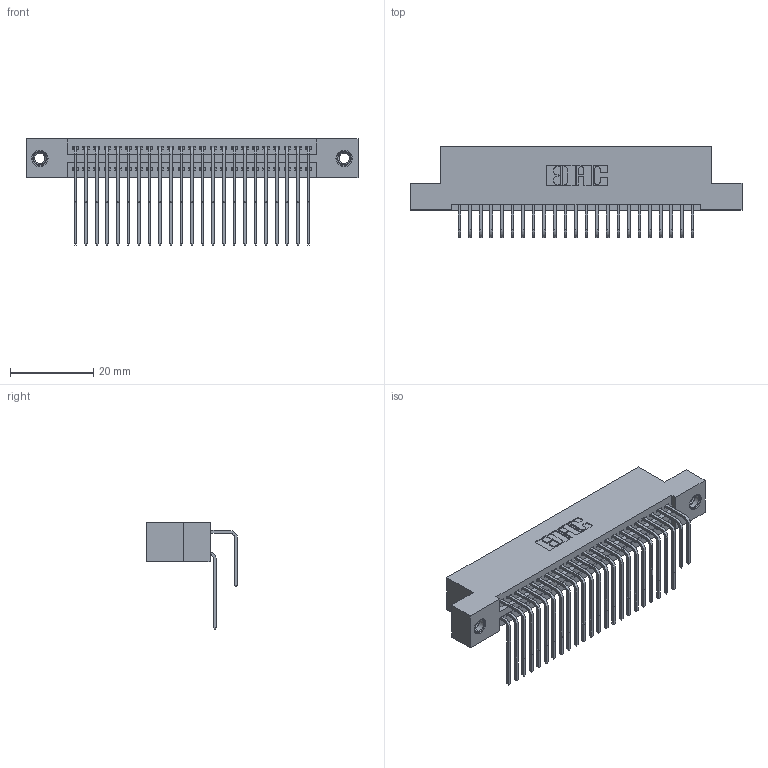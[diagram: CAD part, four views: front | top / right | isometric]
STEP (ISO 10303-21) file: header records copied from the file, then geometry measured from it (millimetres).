
FILE_DESCRIPTION (( 'STEP AP203' ), '1' );
FILE_NAME ('345-046-558-207.STEP', '2019-10-29T03:01:19', ( '' ), ( '' ), 'SwSTEP 2.0', 'SolidWorks 2016', '' );
FILE_SCHEMA (( 'CONFIG_CONTROL_DESIGN' ));
Length unit declared in the file: inch
Products named in the file (5): 345-292-001_558 Tail - 2; 345-046-558-207; 345 Part_Flush Mounting Lugs - 0.156 Dia-TI; 345-250-001_345-250-005-103; 345-292-001_558 559 Tail - 1
Assembly tree (49 placements, depth 2):
  345-046-558-207
    345 Part_Flush Mounting Lugs - 0.156 Dia-TI
    345-292-001_558 559 Tail - 1  x23
    345-292-001_558 Tail - 2  x23
    345-250-001_345-250-005-103  x2
Bounding box: 79.63 x 21.83 x 25.53 mm (x, y, z)
Volume: 7810.7 mm3; surface area: 12453.3 mm2
Topology: 49 solids, 49 shells, 2578 faces, 7607 edges, 5002 vertices
Faces by surface type: plane 1722, cylinder 840, cone 12, torus 4
Entity records: 23442 total; most frequent: CARTESIAN_POINT 3974, ORIENTED_EDGE 3850, DIRECTION 3527, EDGE_CURVE 1925, VECTOR 1641, LINE 1641, VERTEX_POINT 1276, AXIS2_PLACEMENT_3D 943
